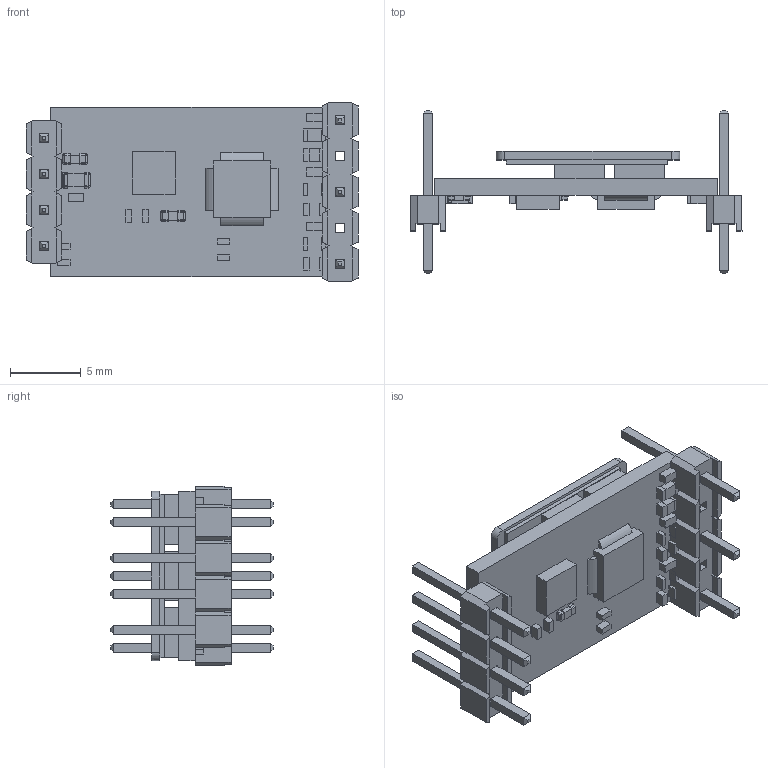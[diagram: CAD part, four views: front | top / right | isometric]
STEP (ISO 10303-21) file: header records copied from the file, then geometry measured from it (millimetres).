
FILE_DESCRIPTION(('CATIA V5 STEP Exchange'),'2;1');
FILE_NAME('ESC_Emax_Bullet_15A.stp','2023-03-01T11:12:12+00:00',('none'),('none'),'CATIA Version 5 Release 17 (IN-10)','CATIA V5 STEP AP214','none');
FILE_SCHEMA(('AUTOMOTIVE_DESIGN { 1 0 10303 214 1 1 1 1 }'));
Length unit declared in the file: millimetre
Products named in the file (8): ESC_Emax_Bullet_15A; CtrlBL_Emax_Bullet_15A_light; 6130xx11121; 61300411121; 6130xx11121_PIN; 6130xx11121.1; 61300511121; 6130xx11121_PIN.2
Assembly tree (12 placements, depth 3):
  ESC_Emax_Bullet_15A
    CtrlBL_Emax_Bullet_15A_light
    6130xx11121
      61300411121
      6130xx11121_PIN  x4
    6130xx11121.1
      61300511121
      6130xx11121_PIN.2  x3
Bounding box: 23.54 x 11.54 x 12.7 mm (x, y, z)
Volume: 674.7 mm3; surface area: 1471.5 mm2
Topology: 15 solids, 17 shells, 584 faces, 1426 edges, 904 vertices
Faces by surface type: plane 500, cylinder 60, sphere 12, torus 12
Entity records: 17746 total; most frequent: CARTESIAN_POINT 3088, ORIENTED_EDGE 2548, DIRECTION 2306, EDGE_CURVE 1274, VECTOR 1142, LINE 1142, VERTEX_POINT 824, AXIS2_PLACEMENT_3D 626
